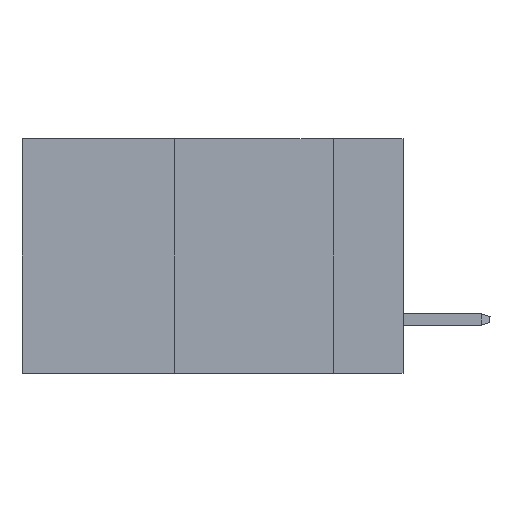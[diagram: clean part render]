
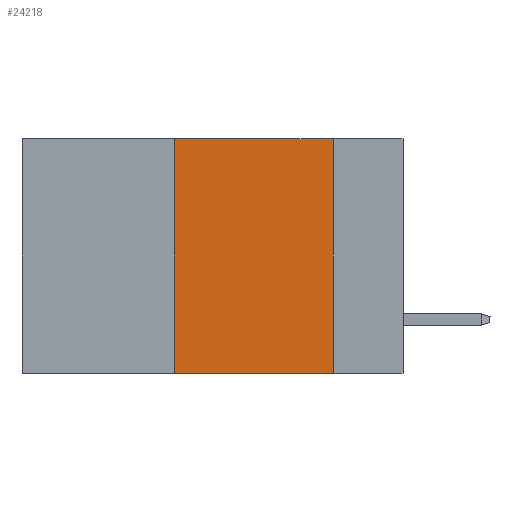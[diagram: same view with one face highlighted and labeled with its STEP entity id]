
A CAD part, left-side view. The second image highlights one B-rep face of the part: STEP entity #24218.
In plain terms, the highlighted planar face has unit normal (-1, 0, 0).
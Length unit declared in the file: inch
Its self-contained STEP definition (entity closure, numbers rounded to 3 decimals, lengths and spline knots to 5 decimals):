
#444 = CARTESIAN_POINT ( 'NONE',  ( 0., 0.11, -0.37 ) ) ;
#755 = VECTOR ( 'NONE', #13893, 39.37008 ) ;
#1023 = EDGE_CURVE ( 'NONE', #6595, #1607, #4718, .T. ) ;
#1607 = VERTEX_POINT ( 'NONE', #12291 ) ;
#4293 = VERTEX_POINT ( 'NONE', #444 ) ;
#4304 = LINE ( 'NONE', #7614, #28407 ) ;
#4718 = LINE ( 'NONE', #4914, #755 ) ;
#4914 = CARTESIAN_POINT ( 'NONE',  ( 0., 0.36, 0. ) ) ;
#6346 = CARTESIAN_POINT ( 'NONE',  ( 0., 0.6, 0. ) ) ;
#6595 = VERTEX_POINT ( 'NONE', #20650 ) ;
#7614 = CARTESIAN_POINT ( 'NONE',  ( 0., 0.11, 0. ) ) ;
#8475 = DIRECTION ( 'NONE',  ( 0., -1., 0. ) ) ;
#9642 = EDGE_CURVE ( 'NONE', #21857, #4293, #4304, .T. ) ;
#12291 = CARTESIAN_POINT ( 'NONE',  ( 0., 0.36, 0. ) ) ;
#12696 = DIRECTION ( 'NONE',  ( 0., 0., -1. ) ) ;
#13164 = DIRECTION ( 'NONE',  ( 0., 0., -1. ) ) ;
#13893 = DIRECTION ( 'NONE',  ( 0., 0., 1. ) ) ;
#14460 = CARTESIAN_POINT ( 'NONE',  ( 0., 0.6, -0.37 ) ) ;
#14592 = VECTOR ( 'NONE', #8475, 39.37008 ) ;
#15231 = ORIENTED_EDGE ( 'NONE', *, *, #28267, .F. ) ;
#16330 = AXIS2_PLACEMENT_3D ( 'NONE', #6346, #24323, #13164 ) ;
#16607 = ORIENTED_EDGE ( 'NONE', *, *, #9642, .F. ) ;
#20483 = DIRECTION ( 'NONE',  ( 0., -1., 0. ) ) ;
#20650 = CARTESIAN_POINT ( 'NONE',  ( 0., 0.36, -0.37 ) ) ;
#21176 = FACE_OUTER_BOUND ( 'NONE', #33314, .T. ) ;
#21857 = VERTEX_POINT ( 'NONE', #23063 ) ;
#22620 = ORIENTED_EDGE ( 'NONE', *, *, #29140, .T. ) ;
#23063 = CARTESIAN_POINT ( 'NONE',  ( 0., 0.11, 0. ) ) ;
#24013 = VECTOR ( 'NONE', #20483, 39.37008 ) ;
#24218 = ADVANCED_FACE ( 'NONE', ( #21176 ), #33128, .F. ) ;
#24323 = DIRECTION ( 'NONE',  ( 1., 0., 0. ) ) ;
#26839 = CARTESIAN_POINT ( 'NONE',  ( 0., 0.6, 0. ) ) ;
#28267 = EDGE_CURVE ( 'NONE', #1607, #21857, #29581, .T. ) ;
#28407 = VECTOR ( 'NONE', #12696, 39.37008 ) ;
#29140 = EDGE_CURVE ( 'NONE', #6595, #4293, #35008, .T. ) ;
#29581 = LINE ( 'NONE', #26839, #14592 ) ;
#33128 = PLANE ( 'NONE',  #16330 ) ;
#33314 = EDGE_LOOP ( 'NONE', ( #16607, #15231, #35810, #22620 ) ) ;
#35008 = LINE ( 'NONE', #14460, #24013 ) ;
#35810 = ORIENTED_EDGE ( 'NONE', *, *, #1023, .F. ) ;
